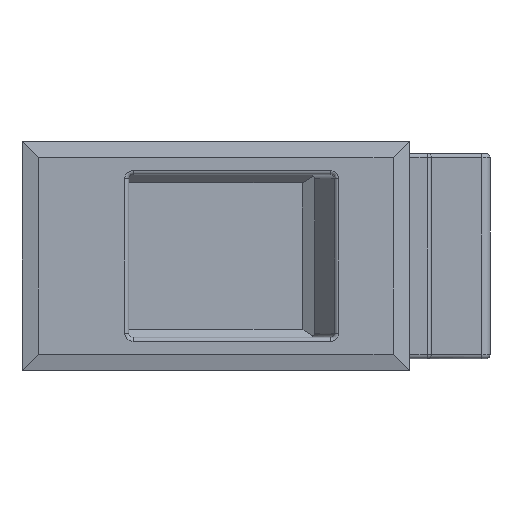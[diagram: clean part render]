
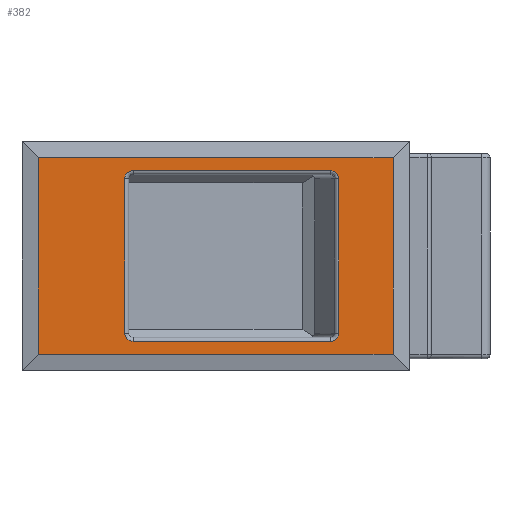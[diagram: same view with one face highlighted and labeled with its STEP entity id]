
A CAD part, top view. The second image highlights one B-rep face of the part: STEP entity #382.
In plain terms, the highlighted planar face has unit normal (0, 0, 1).
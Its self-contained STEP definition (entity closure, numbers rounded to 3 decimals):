
#34 = CARTESIAN_POINT ( 'NONE',  ( -11.177, -9.5, 0. ) ) ;
#232 = VECTOR ( 'NONE', #6379, 1000. ) ;
#263 = ORIENTED_EDGE ( 'NONE', *, *, #8905, .T. ) ;
#327 = VECTOR ( 'NONE', #9158, 1000. ) ;
#369 = LINE ( 'NONE', #6723, #232 ) ;
#382 = ADVANCED_FACE ( 'NONE', ( #7301, #7290 ), #8172, .F. ) ;
#442 = EDGE_CURVE ( 'NONE', #1477, #8051, #10537, .T. ) ;
#506 = VERTEX_POINT ( 'NONE', #8784 ) ;
#1083 = CARTESIAN_POINT ( 'NONE',  ( 21.8, 12.05, 0. ) ) ;
#1116 =( BOUNDED_CURVE ( )  B_SPLINE_CURVE ( 3, ( #3042, #3419, #2939, #34 ),
 .UNSPECIFIED., .F., .F. ) 
 B_SPLINE_CURVE_WITH_KNOTS ( ( 4, 4 ),
 ( 1.571, 3.142 ),
 .UNSPECIFIED. ) 
 CURVE ( )  GEOMETRIC_REPRESENTATION_ITEM ( )  RATIONAL_B_SPLINE_CURVE ( ( 1., 0.805, 0.805, 1. ) ) 
 REPRESENTATION_ITEM ( '' )  );
#1465 = CARTESIAN_POINT ( 'NONE',  ( 15.099, -14.05, 0. ) ) ;
#1477 = VERTEX_POINT ( 'NONE', #8480 ) ;
#1617 = VERTEX_POINT ( 'NONE', #6369 ) ;
#1687 = DIRECTION ( 'NONE',  ( 0., 1., 0. ) ) ;
#1688 = EDGE_CURVE ( 'NONE', #2327, #3288, #3164, .T. ) ;
#1728 = CARTESIAN_POINT ( 'NONE',  ( -11.177, -14.05, 0. ) ) ;
#1813 = VERTEX_POINT ( 'NONE', #5285 ) ;
#2059 = CARTESIAN_POINT ( 'NONE',  ( -21.8, -12.05, 0. ) ) ;
#2232 = VERTEX_POINT ( 'NONE', #2059 ) ;
#2327 = VERTEX_POINT ( 'NONE', #1083 ) ;
#2876 = VECTOR ( 'NONE', #7393, 1000. ) ;
#2930 =( BOUNDED_CURVE ( )  B_SPLINE_CURVE ( 3, ( #6541, #6619, #6490, #6463 ),
 .UNSPECIFIED., .F., .F. ) 
 B_SPLINE_CURVE_WITH_KNOTS ( ( 4, 4 ),
 ( 4.712, 6.283 ),
 .UNSPECIFIED. ) 
 CURVE ( )  GEOMETRIC_REPRESENTATION_ITEM ( )  RATIONAL_B_SPLINE_CURVE ( ( 1., 0.805, 0.805, 1. ) ) 
 REPRESENTATION_ITEM ( '' )  );
#2939 = CARTESIAN_POINT ( 'NONE',  ( -11.177, -10.086, 0. ) ) ;
#3009 = VECTOR ( 'NONE', #6203, 1000. ) ;
#3042 = CARTESIAN_POINT ( 'NONE',  ( -10.151, -10.5, 0. ) ) ;
#3164 = LINE ( 'NONE', #6295, #3009 ) ;
#3288 = VERTEX_POINT ( 'NONE', #4895 ) ;
#3402 = CARTESIAN_POINT ( 'NONE',  ( 15.099, 9.5, 0. ) ) ;
#3410 = ORIENTED_EDGE ( 'NONE', *, *, #8839, .T. ) ;
#3419 = CARTESIAN_POINT ( 'NONE',  ( -10.752, -10.5, 0. ) ) ;
#3490 = VECTOR ( 'NONE', #9091, 1000. ) ;
#3523 = VERTEX_POINT ( 'NONE', #3402 ) ;
#3873 = EDGE_CURVE ( 'NONE', #506, #1813, #4739, .T. ) ;
#4001 = CARTESIAN_POINT ( 'NONE',  ( 14.073, 10.5, 0. ) ) ;
#4298 = LINE ( 'NONE', #9145, #3490 ) ;
#4363 = ORIENTED_EDGE ( 'NONE', *, *, #4439, .T. ) ;
#4420 = EDGE_CURVE ( 'NONE', #9835, #3523, #2930, .T. ) ;
#4439 = EDGE_CURVE ( 'NONE', #3288, #2232, #369, .T. ) ;
#4459 = VECTOR ( 'NONE', #1687, 1000. ) ;
#4465 = EDGE_CURVE ( 'NONE', #1813, #7390, #6650, .T. ) ;
#4563 = CARTESIAN_POINT ( 'NONE',  ( -10.151, 10.5, 0. ) ) ;
#4635 = LINE ( 'NONE', #7378, #2876 ) ;
#4653 = EDGE_CURVE ( 'NONE', #8051, #8909, #9887, .T. ) ;
#4739 = LINE ( 'NONE', #1728, #4459 ) ;
#4895 = CARTESIAN_POINT ( 'NONE',  ( -21.8, 12.05, 0. ) ) ;
#5224 = VECTOR ( 'NONE', #11334, 1000. ) ;
#5237 = ORIENTED_EDGE ( 'NONE', *, *, #1688, .T. ) ;
#5281 = CARTESIAN_POINT ( 'NONE',  ( -10.037, -10.5, 0. ) ) ;
#5285 = CARTESIAN_POINT ( 'NONE',  ( -11.177, 9.5, 0. ) ) ;
#5286 = CARTESIAN_POINT ( 'NONE',  ( 14.073, -10.5, 0. ) ) ;
#5303 = DIRECTION ( 'NONE',  ( -1., 0., 0. ) ) ;
#5326 = LINE ( 'NONE', #1465, #5224 ) ;
#5439 = LINE ( 'NONE', #8700, #327 ) ;
#5581 = EDGE_CURVE ( 'NONE', #7390, #9835, #4298, .T. ) ;
#5794 = ORIENTED_EDGE ( 'NONE', *, *, #4465, .T. ) ;
#6203 = DIRECTION ( 'NONE',  ( -1., 0., 0. ) ) ;
#6256 = ORIENTED_EDGE ( 'NONE', *, *, #3873, .T. ) ;
#6295 = CARTESIAN_POINT ( 'NONE',  ( -23.8, 12.05, 0. ) ) ;
#6328 = CARTESIAN_POINT ( 'NONE',  ( -10.151, 10.5, 0. ) ) ;
#6331 = CARTESIAN_POINT ( 'NONE',  ( -10.752, 10.5, 0. ) ) ;
#6369 = CARTESIAN_POINT ( 'NONE',  ( 21.8, -12.05, 0. ) ) ;
#6375 = CARTESIAN_POINT ( 'NONE',  ( -11.177, 10.086, 0. ) ) ;
#6379 = DIRECTION ( 'NONE',  ( 0., -1., 0. ) ) ;
#6392 = CARTESIAN_POINT ( 'NONE',  ( -11.177, 9.5, 0. ) ) ;
#6463 = CARTESIAN_POINT ( 'NONE',  ( 15.099, 9.5, 0. ) ) ;
#6490 = CARTESIAN_POINT ( 'NONE',  ( 15.099, 10.086, 0. ) ) ;
#6541 = CARTESIAN_POINT ( 'NONE',  ( 14.073, 10.5, 0. ) ) ;
#6619 = CARTESIAN_POINT ( 'NONE',  ( 14.674, 10.5, 0. ) ) ;
#6650 =( BOUNDED_CURVE ( )  B_SPLINE_CURVE ( 3, ( #6392, #6375, #6331, #6328 ),
 .UNSPECIFIED., .F., .T. ) 
 B_SPLINE_CURVE_WITH_KNOTS ( ( 4, 4 ),
 ( 0., 1.571 ),
 .UNSPECIFIED. ) 
 CURVE ( )  GEOMETRIC_REPRESENTATION_ITEM ( )  RATIONAL_B_SPLINE_CURVE ( ( 1., 0.805, 0.805, 1. ) ) 
 REPRESENTATION_ITEM ( '' )  );
#6723 = CARTESIAN_POINT ( 'NONE',  ( -21.8, -14.05, 0. ) ) ;
#7218 = AXIS2_PLACEMENT_3D ( 'NONE', #8131, #8234, #8240 ) ;
#7290 = FACE_OUTER_BOUND ( 'NONE', #8951, .T. ) ;
#7301 = FACE_BOUND ( 'NONE', #8348, .T. ) ;
#7378 = CARTESIAN_POINT ( 'NONE',  ( 23.8, -12.05, 0. ) ) ;
#7390 = VERTEX_POINT ( 'NONE', #4563 ) ;
#7393 = DIRECTION ( 'NONE',  ( 1., 0., 0. ) ) ;
#7561 = ORIENTED_EDGE ( 'NONE', *, *, #8994, .T. ) ;
#8051 = VERTEX_POINT ( 'NONE', #5286 ) ;
#8131 = CARTESIAN_POINT ( 'NONE',  ( 23.8, -14.05, 0. ) ) ;
#8172 = PLANE ( 'NONE',  #7218 ) ;
#8234 = DIRECTION ( 'NONE',  ( 0., 0., -1. ) ) ;
#8240 = DIRECTION ( 'NONE',  ( -1., 0., 0. ) ) ;
#8299 = ORIENTED_EDGE ( 'NONE', *, *, #4653, .T. ) ;
#8348 = EDGE_LOOP ( 'NONE', ( #10995, #9337, #9090, #8975, #8299, #7561, #6256, #5794 ) ) ;
#8480 = CARTESIAN_POINT ( 'NONE',  ( 15.099, -9.5, 0. ) ) ;
#8504 = CARTESIAN_POINT ( 'NONE',  ( 15.099, -10.086, 0. ) ) ;
#8567 = CARTESIAN_POINT ( 'NONE',  ( 14.674, -10.5, 0. ) ) ;
#8598 = CARTESIAN_POINT ( 'NONE',  ( 15.099, -9.5, 0. ) ) ;
#8602 = CARTESIAN_POINT ( 'NONE',  ( 14.073, -10.5, 0. ) ) ;
#8700 = CARTESIAN_POINT ( 'NONE',  ( 21.8, 14.05, 0. ) ) ;
#8784 = CARTESIAN_POINT ( 'NONE',  ( -11.177, -9.5, 0. ) ) ;
#8839 = EDGE_CURVE ( 'NONE', #2232, #1617, #4635, .T. ) ;
#8905 = EDGE_CURVE ( 'NONE', #1617, #2327, #5439, .T. ) ;
#8909 = VERTEX_POINT ( 'NONE', #9203 ) ;
#8951 = EDGE_LOOP ( 'NONE', ( #5237, #4363, #3410, #263 ) ) ;
#8975 = ORIENTED_EDGE ( 'NONE', *, *, #442, .T. ) ;
#8994 = EDGE_CURVE ( 'NONE', #8909, #506, #1116, .T. ) ;
#9090 = ORIENTED_EDGE ( 'NONE', *, *, #11081, .T. ) ;
#9091 = DIRECTION ( 'NONE',  ( 1., 0., 0. ) ) ;
#9145 = CARTESIAN_POINT ( 'NONE',  ( 23.8, 10.5, 0. ) ) ;
#9158 = DIRECTION ( 'NONE',  ( 0., 1., 0. ) ) ;
#9203 = CARTESIAN_POINT ( 'NONE',  ( -10.151, -10.5, 0. ) ) ;
#9206 = VECTOR ( 'NONE', #5303, 1000. ) ;
#9337 = ORIENTED_EDGE ( 'NONE', *, *, #4420, .T. ) ;
#9835 = VERTEX_POINT ( 'NONE', #4001 ) ;
#9887 = LINE ( 'NONE', #5281, #9206 ) ;
#10537 =( BOUNDED_CURVE ( )  B_SPLINE_CURVE ( 3, ( #8598, #8504, #8567, #8602 ),
 .UNSPECIFIED., .F., .F. ) 
 B_SPLINE_CURVE_WITH_KNOTS ( ( 4, 4 ),
 ( 3.142, 4.712 ),
 .UNSPECIFIED. ) 
 CURVE ( )  GEOMETRIC_REPRESENTATION_ITEM ( )  RATIONAL_B_SPLINE_CURVE ( ( 1., 0.805, 0.805, 1. ) ) 
 REPRESENTATION_ITEM ( '' )  );
#10995 = ORIENTED_EDGE ( 'NONE', *, *, #5581, .T. ) ;
#11081 = EDGE_CURVE ( 'NONE', #3523, #1477, #5326, .T. ) ;
#11334 = DIRECTION ( 'NONE',  ( 0., -1., 0. ) ) ;
